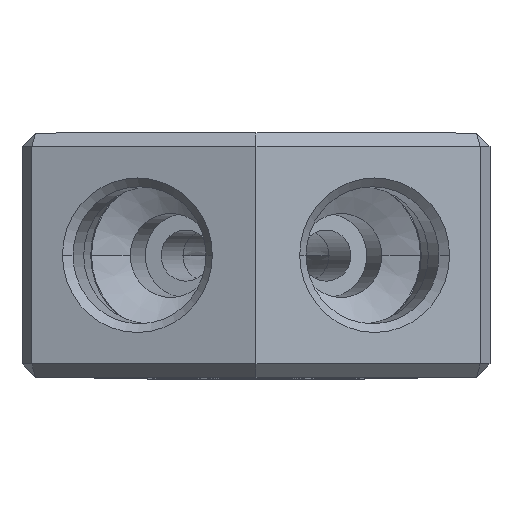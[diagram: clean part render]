
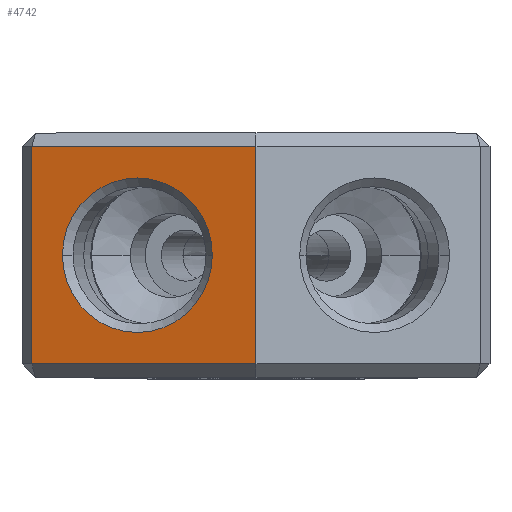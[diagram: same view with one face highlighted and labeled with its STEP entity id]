
A CAD part, top view. The second image highlights one B-rep face of the part: STEP entity #4742.
In plain terms, the highlighted planar face has unit normal (-0.242, 0, 0.97).
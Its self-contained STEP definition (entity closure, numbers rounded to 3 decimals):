
#2042 = PLANE('',#2043);
#2043 = AXIS2_PLACEMENT_3D('',#2044,#2045,#2046);
#2044 = CARTESIAN_POINT('',(0.091,-6.321,
    51.246));
#2045 = DIRECTION('',(0.171,0.707,-0.686));
#2046 = DIRECTION('',(-0.97,0.,-0.242)
  );
#3840 = VERTEX_POINT('',#3841);
#3841 = CARTESIAN_POINT('',(0.,-5.946,
    51.61));
#3864 = VERTEX_POINT('',#3865);
#3865 = CARTESIAN_POINT('',(-12.267,-5.946,
    48.552));
#3886 = EDGE_CURVE('',#3840,#3864,#3887,.T.);
#3887 = SURFACE_CURVE('',#3888,(#3892,#3899),.PCURVE_S1.);
#3888 = LINE('',#3889,#3890);
#3889 = CARTESIAN_POINT('',(0.,-5.946,
    51.61));
#3890 = VECTOR('',#3891,1.);
#3891 = DIRECTION('',(-0.97,0.,-0.242)
  );
#3892 = PCURVE('',#2042,#3893);
#3893 = DEFINITIONAL_REPRESENTATION('',(#3894),#3898);
#3894 = LINE('',#3895,#3896);
#3895 = CARTESIAN_POINT('',(0.,0.53));
#3896 = VECTOR('',#3897,1.);
#3897 = DIRECTION('',(1.,0.));
#3898 = ( GEOMETRIC_REPRESENTATION_CONTEXT(2) 
PARAMETRIC_REPRESENTATION_CONTEXT() REPRESENTATION_CONTEXT('2D SPACE',''
  ) );
#3899 = PCURVE('',#3900,#3905);
#3900 = PLANE('',#3901);
#3901 = AXIS2_PLACEMENT_3D('',#3902,#3903,#3904);
#3902 = CARTESIAN_POINT('',(-6.498,0.,
    49.99));
#3903 = DIRECTION('',(-0.242,0.,0.97));
#3904 = DIRECTION('',(0.97,0.,0.242));
#3905 = DEFINITIONAL_REPRESENTATION('',(#3906),#3910);
#3906 = LINE('',#3907,#3908);
#3907 = CARTESIAN_POINT('',(6.696,-5.946));
#3908 = VECTOR('',#3909,1.);
#3909 = DIRECTION('',(-1.,0.));
#3910 = ( GEOMETRIC_REPRESENTATION_CONTEXT(2) 
PARAMETRIC_REPRESENTATION_CONTEXT() REPRESENTATION_CONTEXT('2D SPACE',''
  ) );
#3954 = PLANE('',#3955);
#3955 = AXIS2_PLACEMENT_3D('',#3956,#3957,#3958);
#3956 = CARTESIAN_POINT('',(6.498,0.,
    49.99));
#3957 = DIRECTION('',(0.242,0.,0.97));
#3958 = DIRECTION('',(0.97,0.,-0.242));
#4591 = PLANE('',#4592);
#4592 = AXIS2_PLACEMENT_3D('',#4593,#4594,#4595);
#4593 = CARTESIAN_POINT('',(-12.541,6.696,
    48.097));
#4594 = DIRECTION('',(-0.857,0.,0.515));
#4595 = DIRECTION('',(0.,-1.,0.));
#4742 = ADVANCED_FACE('',(#4743,#4818),#3900,.T.);
#4743 = FACE_BOUND('',#4744,.T.);
#4744 = EDGE_LOOP('',(#4745,#4768,#4796,#4817));
#4745 = ORIENTED_EDGE('',*,*,#4746,.F.);
#4746 = EDGE_CURVE('',#4747,#3840,#4749,.T.);
#4747 = VERTEX_POINT('',#4748);
#4748 = CARTESIAN_POINT('',(0.,5.946,
    51.61));
#4749 = SURFACE_CURVE('',#4750,(#4754,#4761),.PCURVE_S1.);
#4750 = LINE('',#4751,#4752);
#4751 = CARTESIAN_POINT('',(0.,0.,51.61));
#4752 = VECTOR('',#4753,1.);
#4753 = DIRECTION('',(0.,-1.,0.));
#4754 = PCURVE('',#3900,#4755);
#4755 = DEFINITIONAL_REPRESENTATION('',(#4756),#4760);
#4756 = LINE('',#4757,#4758);
#4757 = CARTESIAN_POINT('',(6.696,0.));
#4758 = VECTOR('',#4759,1.);
#4759 = DIRECTION('',(0.,-1.));
#4760 = ( GEOMETRIC_REPRESENTATION_CONTEXT(2) 
PARAMETRIC_REPRESENTATION_CONTEXT() REPRESENTATION_CONTEXT('2D SPACE',''
  ) );
#4761 = PCURVE('',#3954,#4762);
#4762 = DEFINITIONAL_REPRESENTATION('',(#4763),#4767);
#4763 = LINE('',#4764,#4765);
#4764 = CARTESIAN_POINT('',(-6.696,0.));
#4765 = VECTOR('',#4766,1.);
#4766 = DIRECTION('',(0.,-1.));
#4767 = ( GEOMETRIC_REPRESENTATION_CONTEXT(2) 
PARAMETRIC_REPRESENTATION_CONTEXT() REPRESENTATION_CONTEXT('2D SPACE',''
  ) );
#4768 = ORIENTED_EDGE('',*,*,#4769,.T.);
#4769 = EDGE_CURVE('',#4747,#4770,#4772,.T.);
#4770 = VERTEX_POINT('',#4771);
#4771 = CARTESIAN_POINT('',(-12.267,5.946,
    48.552));
#4772 = SURFACE_CURVE('',#4773,(#4777,#4784),.PCURVE_S1.);
#4773 = LINE('',#4774,#4775);
#4774 = CARTESIAN_POINT('',(0.,5.946,
    51.61));
#4775 = VECTOR('',#4776,1.);
#4776 = DIRECTION('',(-0.97,0.,-0.242)
  );
#4777 = PCURVE('',#3900,#4778);
#4778 = DEFINITIONAL_REPRESENTATION('',(#4779),#4783);
#4779 = LINE('',#4780,#4781);
#4780 = CARTESIAN_POINT('',(6.696,5.946));
#4781 = VECTOR('',#4782,1.);
#4782 = DIRECTION('',(-1.,0.));
#4783 = ( GEOMETRIC_REPRESENTATION_CONTEXT(2) 
PARAMETRIC_REPRESENTATION_CONTEXT() REPRESENTATION_CONTEXT('2D SPACE',''
  ) );
#4784 = PCURVE('',#4785,#4790);
#4785 = PLANE('',#4786);
#4786 = AXIS2_PLACEMENT_3D('',#4787,#4788,#4789);
#4787 = CARTESIAN_POINT('',(0.091,6.321,
    51.246));
#4788 = DIRECTION('',(-0.171,0.707,0.686));
#4789 = DIRECTION('',(-0.97,0.,-0.242)
  );
#4790 = DEFINITIONAL_REPRESENTATION('',(#4791),#4795);
#4791 = LINE('',#4792,#4793);
#4792 = CARTESIAN_POINT('',(0.,0.53));
#4793 = VECTOR('',#4794,1.);
#4794 = DIRECTION('',(1.,0.));
#4795 = ( GEOMETRIC_REPRESENTATION_CONTEXT(2) 
PARAMETRIC_REPRESENTATION_CONTEXT() REPRESENTATION_CONTEXT('2D SPACE',''
  ) );
#4796 = ORIENTED_EDGE('',*,*,#4797,.T.);
#4797 = EDGE_CURVE('',#4770,#3864,#4798,.T.);
#4798 = SURFACE_CURVE('',#4799,(#4803,#4810),.PCURVE_S1.);
#4799 = LINE('',#4800,#4801);
#4800 = CARTESIAN_POINT('',(-12.267,6.696,
    48.552));
#4801 = VECTOR('',#4802,1.);
#4802 = DIRECTION('',(0.,-1.,0.));
#4803 = PCURVE('',#3900,#4804);
#4804 = DEFINITIONAL_REPRESENTATION('',(#4805),#4809);
#4805 = LINE('',#4806,#4807);
#4806 = CARTESIAN_POINT('',(-5.946,6.696));
#4807 = VECTOR('',#4808,1.);
#4808 = DIRECTION('',(0.,-1.));
#4809 = ( GEOMETRIC_REPRESENTATION_CONTEXT(2) 
PARAMETRIC_REPRESENTATION_CONTEXT() REPRESENTATION_CONTEXT('2D SPACE',''
  ) );
#4810 = PCURVE('',#4591,#4811);
#4811 = DEFINITIONAL_REPRESENTATION('',(#4812),#4816);
#4812 = LINE('',#4813,#4814);
#4813 = CARTESIAN_POINT('',(0.,0.53));
#4814 = VECTOR('',#4815,1.);
#4815 = DIRECTION('',(1.,0.));
#4816 = ( GEOMETRIC_REPRESENTATION_CONTEXT(2) 
PARAMETRIC_REPRESENTATION_CONTEXT() REPRESENTATION_CONTEXT('2D SPACE',''
  ) );
#4817 = ORIENTED_EDGE('',*,*,#3886,.F.);
#4818 = FACE_BOUND('',#4819,.T.);
#4819 = EDGE_LOOP('',(#4820,#4851));
#4820 = ORIENTED_EDGE('',*,*,#4821,.F.);
#4821 = EDGE_CURVE('',#4822,#4824,#4826,.T.);
#4822 = VERTEX_POINT('',#4823);
#4823 = CARTESIAN_POINT('',(-2.393,0.,
    51.014));
#4824 = VERTEX_POINT('',#4825);
#4825 = CARTESIAN_POINT('',(-10.602,0.,
    48.967));
#4826 = SURFACE_CURVE('',#4827,(#4832,#4839),.PCURVE_S1.);
#4827 = CIRCLE('',#4828,4.23);
#4828 = AXIS2_PLACEMENT_3D('',#4829,#4830,#4831);
#4829 = CARTESIAN_POINT('',(-6.498,0.,
    49.99));
#4830 = DIRECTION('',(-0.242,0.,0.97));
#4831 = DIRECTION('',(0.97,0.,0.242));
#4832 = PCURVE('',#3900,#4833);
#4833 = DEFINITIONAL_REPRESENTATION('',(#4834),#4838);
#4834 = CIRCLE('',#4835,4.23);
#4835 = AXIS2_PLACEMENT_2D('',#4836,#4837);
#4836 = CARTESIAN_POINT('',(0.,0.));
#4837 = DIRECTION('',(1.,0.));
#4838 = ( GEOMETRIC_REPRESENTATION_CONTEXT(2) 
PARAMETRIC_REPRESENTATION_CONTEXT() REPRESENTATION_CONTEXT('2D SPACE',''
  ) );
#4839 = PCURVE('',#4840,#4845);
#4840 = CONICAL_SURFACE('',#4841,3.75,0.785);
#4841 = AXIS2_PLACEMENT_3D('',#4842,#4843,#4844);
#4842 = CARTESIAN_POINT('',(-6.381,0.,
    49.525));
#4843 = DIRECTION('',(-0.242,0.,0.97));
#4844 = DIRECTION('',(0.97,0.,0.242));
#4845 = DEFINITIONAL_REPRESENTATION('',(#4846),#4850);
#4846 = LINE('',#4847,#4848);
#4847 = CARTESIAN_POINT('',(-6.283,0.48));
#4848 = VECTOR('',#4849,1.);
#4849 = DIRECTION('',(1.,-0.));
#4850 = ( GEOMETRIC_REPRESENTATION_CONTEXT(2) 
PARAMETRIC_REPRESENTATION_CONTEXT() REPRESENTATION_CONTEXT('2D SPACE',''
  ) );
#4851 = ORIENTED_EDGE('',*,*,#4852,.T.);
#4852 = EDGE_CURVE('',#4822,#4824,#4853,.T.);
#4853 = SURFACE_CURVE('',#4854,(#4859,#4870),.PCURVE_S1.);
#4854 = CIRCLE('',#4855,4.23);
#4855 = AXIS2_PLACEMENT_3D('',#4856,#4857,#4858);
#4856 = CARTESIAN_POINT('',(-6.498,0.,
    49.99));
#4857 = DIRECTION('',(0.242,0.,-0.97));
#4858 = DIRECTION('',(0.97,0.,0.242));
#4859 = PCURVE('',#3900,#4860);
#4860 = DEFINITIONAL_REPRESENTATION('',(#4861),#4869);
#4861 = ( BOUNDED_CURVE() B_SPLINE_CURVE(2,(#4862,#4863,#4864,#4865,
#4866,#4867,#4868),.UNSPECIFIED.,.T.,.F.) B_SPLINE_CURVE_WITH_KNOTS((1,2
    ,2,2,2,1),(-2.094,0.,2.094,4.189,
6.283,8.378),.UNSPECIFIED.) CURVE() 
GEOMETRIC_REPRESENTATION_ITEM() RATIONAL_B_SPLINE_CURVE((1.,0.5,1.,0.5,
1.,0.5,1.)) REPRESENTATION_ITEM('') );
#4862 = CARTESIAN_POINT('',(4.23,0.));
#4863 = CARTESIAN_POINT('',(4.23,-7.327));
#4864 = CARTESIAN_POINT('',(-2.115,-3.663));
#4865 = CARTESIAN_POINT('',(-8.46,0.));
#4866 = CARTESIAN_POINT('',(-2.115,3.663));
#4867 = CARTESIAN_POINT('',(4.23,7.327));
#4868 = CARTESIAN_POINT('',(4.23,0.));
#4869 = ( GEOMETRIC_REPRESENTATION_CONTEXT(2) 
PARAMETRIC_REPRESENTATION_CONTEXT() REPRESENTATION_CONTEXT('2D SPACE',''
  ) );
#4870 = PCURVE('',#4871,#4876);
#4871 = CONICAL_SURFACE('',#4872,3.75,0.785);
#4872 = AXIS2_PLACEMENT_3D('',#4873,#4874,#4875);
#4873 = CARTESIAN_POINT('',(-6.381,0.,
    49.525));
#4874 = DIRECTION('',(-0.242,0.,0.97)
  );
#4875 = DIRECTION('',(0.97,0.,0.242));
#4876 = DEFINITIONAL_REPRESENTATION('',(#4877),#4881);
#4877 = LINE('',#4878,#4879);
#4878 = CARTESIAN_POINT('',(6.283,0.48));
#4879 = VECTOR('',#4880,1.);
#4880 = DIRECTION('',(-1.,-0.));
#4881 = ( GEOMETRIC_REPRESENTATION_CONTEXT(2) 
PARAMETRIC_REPRESENTATION_CONTEXT() REPRESENTATION_CONTEXT('2D SPACE',''
  ) );
